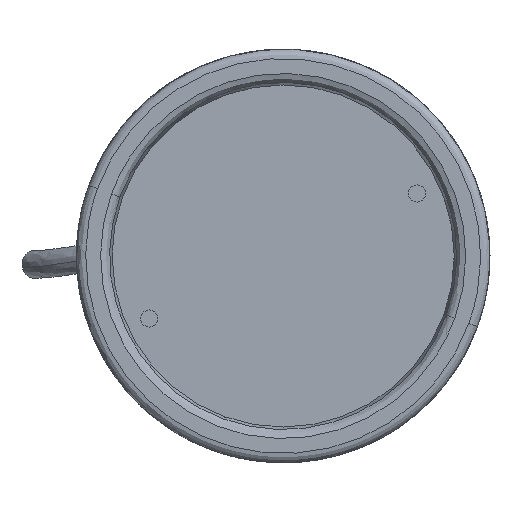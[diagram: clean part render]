
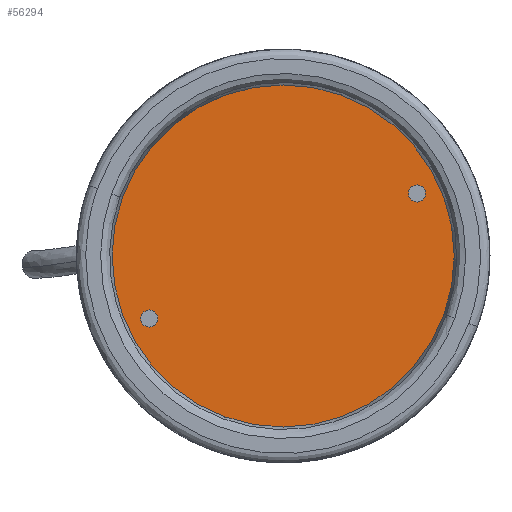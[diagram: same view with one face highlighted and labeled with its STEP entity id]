
A CAD part, front view. The second image highlights one B-rep face of the part: STEP entity #56294.
In plain terms, the highlighted planar face has unit normal (0, -1, 0).
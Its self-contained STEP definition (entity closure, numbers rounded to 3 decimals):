
#761 = DIRECTION ( 'NONE',  ( 0., 0., 1. ) ) ;
#2094 = DIRECTION ( 'NONE',  ( 0., 0., -1. ) ) ;
#3415 = CARTESIAN_POINT ( 'NONE',  ( 33.588, 5.2, 33.588 ) ) ;
#4346 = CARTESIAN_POINT ( 'NONE',  ( -110., 5.2, -110. ) ) ;
#9015 = CIRCLE ( 'NONE', #65933, 55. ) ;
#12965 = ORIENTED_EDGE ( 'NONE', *, *, #17082, .F. ) ;
#13230 = EDGE_CURVE ( 'NONE', #61966, #14192, #9015, .T. ) ;
#14192 = VERTEX_POINT ( 'NONE', #40517 ) ;
#14773 = ORIENTED_EDGE ( 'NONE', *, *, #50956, .T. ) ;
#17082 = EDGE_CURVE ( 'NONE', #58256, #25390, #65981, .T. ) ;
#18356 = DIRECTION ( 'NONE',  ( 1., 0., 0. ) ) ;
#18442 = CARTESIAN_POINT ( 'NONE',  ( 0., 5.2, 0. ) ) ;
#19563 = CARTESIAN_POINT ( 'NONE',  ( 36.338, 5.2, 33.588 ) ) ;
#21035 = VERTEX_POINT ( 'NONE', #44642 ) ;
#22868 = EDGE_LOOP ( 'NONE', ( #12965, #26776 ) ) ;
#25390 = VERTEX_POINT ( 'NONE', #57993 ) ;
#26776 = ORIENTED_EDGE ( 'NONE', *, *, #42233, .F. ) ;
#26891 = CARTESIAN_POINT ( 'NONE',  ( -33.588, 5.2, -33.588 ) ) ;
#27031 = CIRCLE ( 'NONE', #59901, 2.75 ) ;
#27294 = EDGE_LOOP ( 'NONE', ( #55453, #69997 ) ) ;
#27497 = DIRECTION ( 'NONE',  ( 1., 0., 0. ) ) ;
#29234 = FACE_BOUND ( 'NONE', #22868, .T. ) ;
#29407 = EDGE_LOOP ( 'NONE', ( #65738, #14773 ) ) ;
#34404 = FACE_OUTER_BOUND ( 'NONE', #29407, .T. ) ;
#36200 = AXIS2_PLACEMENT_3D ( 'NONE', #4346, #60122, #761 ) ;
#36952 = CIRCLE ( 'NONE', #74871, 2.75 ) ;
#37358 = CARTESIAN_POINT ( 'NONE',  ( 33.588, 5.2, 33.588 ) ) ;
#37706 = VERTEX_POINT ( 'NONE', #57322 ) ;
#39517 = CARTESIAN_POINT ( 'NONE',  ( 0., 5.2, -55. ) ) ;
#39615 = DIRECTION ( 'NONE',  ( 0., -1., 0. ) ) ;
#39870 = AXIS2_PLACEMENT_3D ( 'NONE', #57438, #39615, #2094 ) ;
#40517 = CARTESIAN_POINT ( 'NONE',  ( 0., 5.2, 55. ) ) ;
#42233 = EDGE_CURVE ( 'NONE', #25390, #58256, #36952, .T. ) ;
#42978 = DIRECTION ( 'NONE',  ( 0., 0., -1. ) ) ;
#44041 = DIRECTION ( 'NONE',  ( 1., 0., 0. ) ) ;
#44642 = CARTESIAN_POINT ( 'NONE',  ( -36.338, 5.2, -33.588 ) ) ;
#44807 = CARTESIAN_POINT ( 'NONE',  ( -33.588, 5.2, -33.588 ) ) ;
#45218 = EDGE_CURVE ( 'NONE', #37706, #21035, #66047, .T. ) ;
#50956 = EDGE_CURVE ( 'NONE', #14192, #61966, #67689, .T. ) ;
#53803 = FACE_BOUND ( 'NONE', #27294, .T. ) ;
#55453 = ORIENTED_EDGE ( 'NONE', *, *, #45218, .F. ) ;
#56294 = ADVANCED_FACE ( 'NONE', ( #29234, #53803, #34404 ), #64129, .F. ) ;
#57322 = CARTESIAN_POINT ( 'NONE',  ( -30.838, 5.2, -33.588 ) ) ;
#57438 = CARTESIAN_POINT ( 'NONE',  ( 0., 5.2, 0. ) ) ;
#57993 = CARTESIAN_POINT ( 'NONE',  ( 30.838, 5.2, 33.588 ) ) ;
#58256 = VERTEX_POINT ( 'NONE', #19563 ) ;
#58383 = DIRECTION ( 'NONE',  ( 0., -1., 0. ) ) ;
#59901 = AXIS2_PLACEMENT_3D ( 'NONE', #26891, #68883, #74442 ) ;
#60122 = DIRECTION ( 'NONE',  ( 0., 1., 0. ) ) ;
#60713 = DIRECTION ( 'NONE',  ( 0., -1., 0. ) ) ;
#61966 = VERTEX_POINT ( 'NONE', #39517 ) ;
#64129 = PLANE ( 'NONE',  #36200 ) ;
#65738 = ORIENTED_EDGE ( 'NONE', *, *, #13230, .T. ) ;
#65933 = AXIS2_PLACEMENT_3D ( 'NONE', #18442, #78220, #42978 ) ;
#65981 = CIRCLE ( 'NONE', #73556, 2.75 ) ;
#66047 = CIRCLE ( 'NONE', #71061, 2.75 ) ;
#67689 = CIRCLE ( 'NONE', #39870, 55. ) ;
#68883 = DIRECTION ( 'NONE',  ( 0., -1., 0. ) ) ;
#68958 = DIRECTION ( 'NONE',  ( 0., -1., 0. ) ) ;
#69997 = ORIENTED_EDGE ( 'NONE', *, *, #71753, .F. ) ;
#71061 = AXIS2_PLACEMENT_3D ( 'NONE', #44807, #68958, #44041 ) ;
#71753 = EDGE_CURVE ( 'NONE', #21035, #37706, #27031, .T. ) ;
#73556 = AXIS2_PLACEMENT_3D ( 'NONE', #3415, #58383, #27497 ) ;
#74442 = DIRECTION ( 'NONE',  ( 1., 0., 0. ) ) ;
#74871 = AXIS2_PLACEMENT_3D ( 'NONE', #37358, #60713, #18356 ) ;
#78220 = DIRECTION ( 'NONE',  ( 0., -1., 0. ) ) ;
